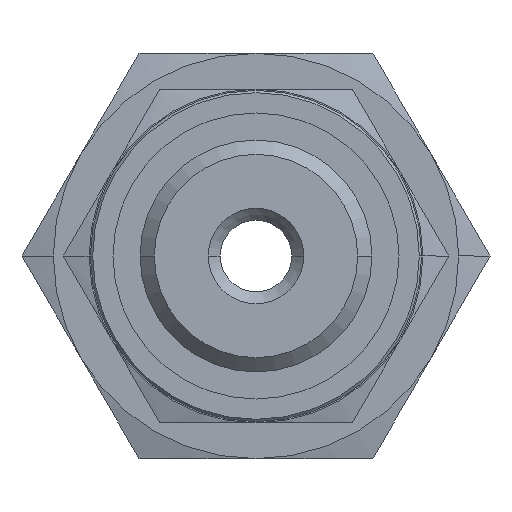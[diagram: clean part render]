
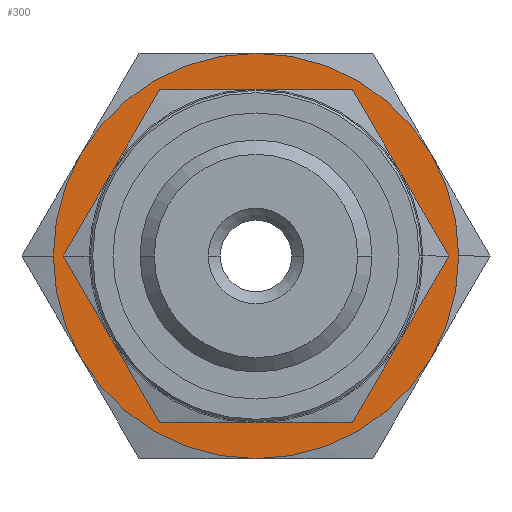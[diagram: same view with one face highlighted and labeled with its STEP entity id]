
A CAD part, left-side view. The second image highlights one B-rep face of the part: STEP entity #300.
In plain terms, the highlighted planar face has unit normal (-1, 0, 0).
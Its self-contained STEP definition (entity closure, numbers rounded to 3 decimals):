
#300 = ADVANCED_FACE( '', ( #676, #677 ), #678, .T. );
#676 = FACE_BOUND( '', #1059, .T. );
#677 = FACE_OUTER_BOUND( '', #1060, .T. );
#678 = PLANE( '', #1061 );
#1059 = EDGE_LOOP( '', ( #2420, #2421 ) );
#1060 = EDGE_LOOP( '', ( #2422, #2423, #2424, #2425, #2426, #2427, #2428, #2429 ) );
#1061 = AXIS2_PLACEMENT_3D( '', #2430, #2431, #2432 );
#2420 = ORIENTED_EDGE( '', *, *, #2884, .T. );
#2421 = ORIENTED_EDGE( '', *, *, #2718, .T. );
#2422 = ORIENTED_EDGE( '', *, *, #2873, .T. );
#2423 = ORIENTED_EDGE( '', *, *, #2736, .T. );
#2424 = ORIENTED_EDGE( '', *, *, #2868, .T. );
#2425 = ORIENTED_EDGE( '', *, *, #2869, .T. );
#2426 = ORIENTED_EDGE( '', *, *, #2738, .T. );
#2427 = ORIENTED_EDGE( '', *, *, #2870, .T. );
#2428 = ORIENTED_EDGE( '', *, *, #2871, .T. );
#2429 = ORIENTED_EDGE( '', *, *, #2872, .T. );
#2430 = CARTESIAN_POINT( '', ( 6.3, 4.25, 0. ) );
#2431 = DIRECTION( '', ( -1., 0., 0. ) );
#2432 = DIRECTION( '', ( 0., 1., 0. ) );
#2718 = EDGE_CURVE( '', #3302, #3299, #3303, .T. );
#2736 = EDGE_CURVE( '', #3333, #3335, #3337, .T. );
#2738 = EDGE_CURVE( '', #3341, #3338, #3342, .T. );
#2868 = EDGE_CURVE( '', #3335, #3545, #3556, .T. );
#2869 = EDGE_CURVE( '', #3545, #3341, #3557, .T. );
#2870 = EDGE_CURVE( '', #3338, #3514, #3558, .T. );
#2871 = EDGE_CURVE( '', #3514, #3534, #3559, .T. );
#2872 = EDGE_CURVE( '', #3534, #3525, #3560, .T. );
#2873 = EDGE_CURVE( '', #3525, #3333, #3561, .T. );
#2884 = EDGE_CURVE( '', #3299, #3302, #3572, .T. );
#3299 = VERTEX_POINT( '', #4341 );
#3302 = VERTEX_POINT( '', #4345 );
#3303 = CIRCLE( '', #4346, 5. );
#3333 = VERTEX_POINT( '', #4401 );
#3335 = VERTEX_POINT( '', #4404 );
#3337 = CIRCLE( '', #4415, 8.5 );
#3338 = VERTEX_POINT( '', #4416 );
#3341 = VERTEX_POINT( '', #4420 );
#3342 = CIRCLE( '', #4421, 8.5 );
#3514 = VERTEX_POINT( '', #4688 );
#3525 = VERTEX_POINT( '', #4737 );
#3534 = VERTEX_POINT( '', #4784 );
#3545 = VERTEX_POINT( '', #4850 );
#3556 = CIRCLE( '', #4916, 8.5 );
#3557 = CIRCLE( '', #4917, 8.5 );
#3558 = CIRCLE( '', #4918, 8.5 );
#3559 = CIRCLE( '', #4919, 8.5 );
#3560 = CIRCLE( '', #4920, 8.5 );
#3561 = CIRCLE( '', #4921, 8.5 );
#3572 = CIRCLE( '', #4932, 5. );
#4341 = CARTESIAN_POINT( '', ( 6.3, 5., 0. ) );
#4345 = CARTESIAN_POINT( '', ( 6.3, -5., 0. ) );
#4346 = AXIS2_PLACEMENT_3D( '', #5362, #5363, #5364 );
#4401 = CARTESIAN_POINT( '', ( 6.3, 8.5, 0. ) );
#4404 = CARTESIAN_POINT( '', ( 6.3, 7.361, -4.25 ) );
#4415 = AXIS2_PLACEMENT_3D( '', #5391, #5392, #5393 );
#4416 = CARTESIAN_POINT( '', ( 6.3, -8.5, 0. ) );
#4420 = CARTESIAN_POINT( '', ( 6.3, -7.361, -4.25 ) );
#4421 = AXIS2_PLACEMENT_3D( '', #5395, #5396, #5397 );
#4688 = CARTESIAN_POINT( '', ( 6.3, -7.361, 4.25 ) );
#4737 = CARTESIAN_POINT( '', ( 6.3, 7.361, 4.25 ) );
#4784 = CARTESIAN_POINT( '', ( 6.3, 0., 8.5 ) );
#4850 = CARTESIAN_POINT( '', ( 6.3, 0., -8.5 ) );
#4916 = AXIS2_PLACEMENT_3D( '', #5538, #5539, #5540 );
#4917 = AXIS2_PLACEMENT_3D( '', #5541, #5542, #5543 );
#4918 = AXIS2_PLACEMENT_3D( '', #5544, #5545, #5546 );
#4919 = AXIS2_PLACEMENT_3D( '', #5547, #5548, #5549 );
#4920 = AXIS2_PLACEMENT_3D( '', #5550, #5551, #5552 );
#4921 = AXIS2_PLACEMENT_3D( '', #5553, #5554, #5555 );
#4932 = AXIS2_PLACEMENT_3D( '', #5586, #5587, #5588 );
#5362 = CARTESIAN_POINT( '', ( 6.3, 0., 0. ) );
#5363 = DIRECTION( '', ( 1., 0., 0. ) );
#5364 = DIRECTION( '', ( 0., 1., 0. ) );
#5391 = CARTESIAN_POINT( '', ( 6.3, 0., 0. ) );
#5392 = DIRECTION( '', ( -1., 0., 0. ) );
#5393 = DIRECTION( '', ( 0., 1., 0. ) );
#5395 = CARTESIAN_POINT( '', ( 6.3, 0., 0. ) );
#5396 = DIRECTION( '', ( -1., 0., 0. ) );
#5397 = DIRECTION( '', ( 0., 1., 0. ) );
#5538 = CARTESIAN_POINT( '', ( 6.3, 0., 0. ) );
#5539 = DIRECTION( '', ( -1., 0., 0. ) );
#5540 = DIRECTION( '', ( 0., 1., 0. ) );
#5541 = CARTESIAN_POINT( '', ( 6.3, 0., 0. ) );
#5542 = DIRECTION( '', ( -1., 0., 0. ) );
#5543 = DIRECTION( '', ( 0., 1., 0. ) );
#5544 = CARTESIAN_POINT( '', ( 6.3, 0., 0. ) );
#5545 = DIRECTION( '', ( -1., 0., 0. ) );
#5546 = DIRECTION( '', ( 0., 1., 0. ) );
#5547 = CARTESIAN_POINT( '', ( 6.3, 0., 0. ) );
#5548 = DIRECTION( '', ( -1., 0., 0. ) );
#5549 = DIRECTION( '', ( 0., 1., 0. ) );
#5550 = CARTESIAN_POINT( '', ( 6.3, 0., 0. ) );
#5551 = DIRECTION( '', ( -1., 0., 0. ) );
#5552 = DIRECTION( '', ( 0., 1., 0. ) );
#5553 = CARTESIAN_POINT( '', ( 6.3, 0., 0. ) );
#5554 = DIRECTION( '', ( -1., 0., 0. ) );
#5555 = DIRECTION( '', ( 0., 1., 0. ) );
#5586 = CARTESIAN_POINT( '', ( 6.3, 0., 0. ) );
#5587 = DIRECTION( '', ( 1., 0., 0. ) );
#5588 = DIRECTION( '', ( 0., 1., 0. ) );
